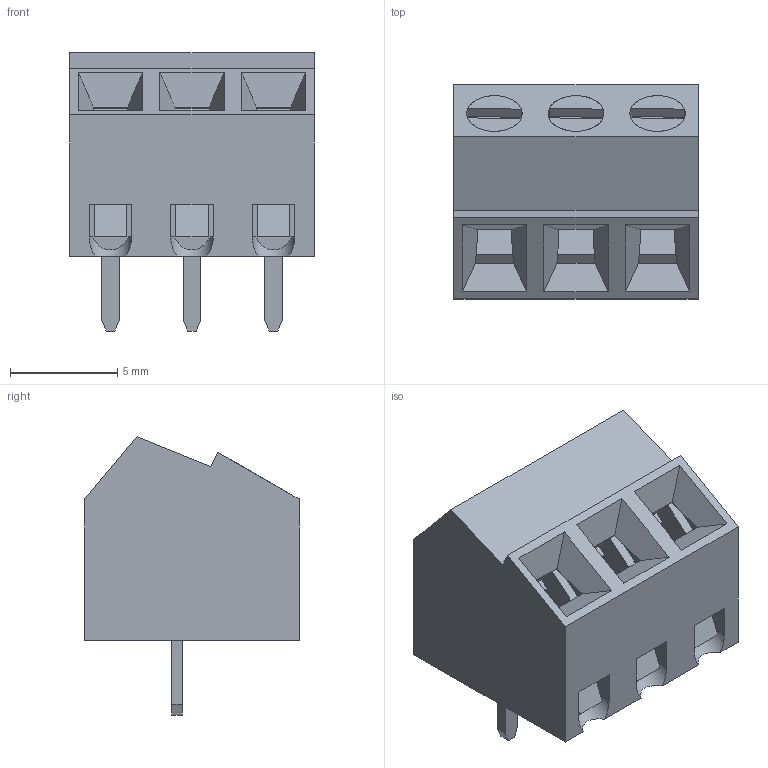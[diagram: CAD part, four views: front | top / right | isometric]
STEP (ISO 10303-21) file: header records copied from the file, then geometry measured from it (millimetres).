
FILE_DESCRIPTION( ( 'Unknown' ), '1' );
FILE_NAME( '691221320003.stp', 'Unknown', ( 'Quentin LAIDEBEUR' ), ( 'WE' ), 'PSStep 15.0.49', 'Sample-box', ' ' );
FILE_SCHEMA( ( 'AUTOMOTIVE_DESIGN { 1 0 10303 214 1 1 1 1 }' ) );
Length unit declared in the file: millimetre
Products named in the file (6): Assem1; 691221320003; 691221320003_BACK; 6912213200xx_MASS; 6912213200xx_VIS; 6912213200xx_PIN
Assembly tree (11 placements, depth 2):
  Assem1
    691221320003
    691221320003_BACK
    6912213200xx_MASS  x3
    6912213200xx_VIS  x3
    6912213200xx_PIN  x3
Bounding box: 11.43 x 10 x 13 mm (x, y, z)
Volume: 658.7 mm3; surface area: 2097.5 mm2
Topology: 11 solids, 11 shells, 291 faces, 780 edges, 516 vertices
Faces by surface type: plane 255, cylinder 36
Full cylindrical faces by diameter (mm): 1.7 x6, 2.6 x6
Entity records: 8886 total; most frequent: CARTESIAN_POINT 1237, ORIENTED_EDGE 1204, DIRECTION 1136, EDGE_CURVE 602, LINE 534, VECTOR 534, VERTEX_POINT 402, AXIS2_PLACEMENT_3D 301
